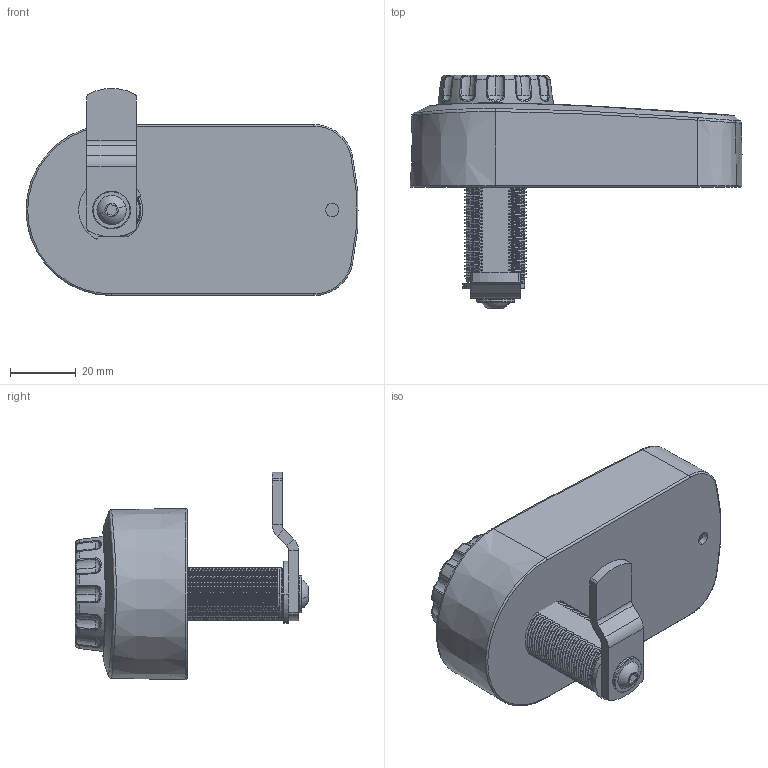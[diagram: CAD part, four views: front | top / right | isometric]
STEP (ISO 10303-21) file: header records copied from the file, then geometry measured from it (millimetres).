
FILE_DESCRIPTION (( 'STEP AP203' ), '1' );
FILE_NAME ('Flexlock Visible - 19Ve-Hö.STEP', '2018-05-24T11:13:15', ( '' ), ( '' ), 'SwSTEP 2.0', 'SolidWorks 2015', '' );
FILE_SCHEMA (( 'CONFIG_CONTROL_DESIGN' ));
Length unit declared in the file: millimetre
Products named in the file (9): Axel; Flexlock Visible - 19Ve-Hö; Dummykropp; Vridratt dummy; Täckplugg; Bricka - vridinställning; Hylsa M19; Kam - Offset 5mm; 201325 M5x8 MK6SF_201325 M5x8 MK6SF
Assembly tree (8 placements, depth 2):
  Flexlock Visible - 19Ve-Hö
    Dummykropp
    Axel
    Vridratt dummy
    Bricka - vridinställning
    Kam - Offset 5mm
    Hylsa M19
    201325 M5x8 MK6SF_201325 M5x8 MK6SF
    Täckplugg
Bounding box: 100.82 x 70.9 x 62.94 mm (x, y, z)
Volume: 56902.9 mm3; surface area: 42888.6 mm2
Topology: 8 solids, 8 shells, 956 faces, 2403 edges, 1479 vertices
Faces by surface type: bspline 379, cylinder 229, plane 142, torus 120, cone 68, sphere 18
Entity records: 270520 total; most frequent: CARTESIAN_POINT 250254, ORIENTED_EDGE 4770, DIRECTION 3082, EDGE_CURVE 2385, VERTEX_POINT 1479, AXIS2_PLACEMENT_3D 1252, EDGE_LOOP 1000, ADVANCED_FACE 956
